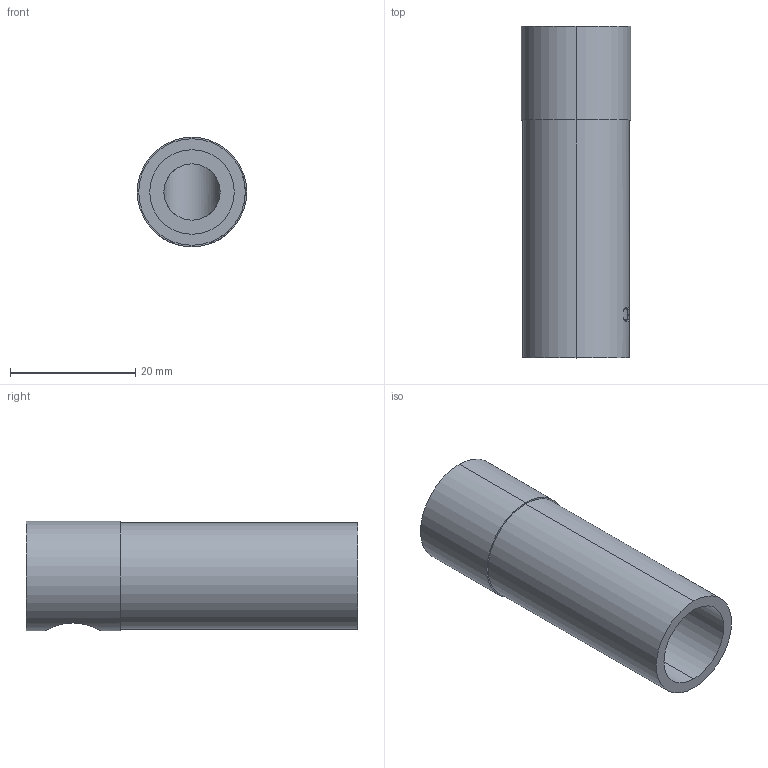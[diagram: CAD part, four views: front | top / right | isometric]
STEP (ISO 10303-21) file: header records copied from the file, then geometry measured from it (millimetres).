
FILE_DESCRIPTION (( 'STEP AP203' ), '1' );
FILE_NAME ('c7b6.STEP', '2022-09-12T23:52:16', ( '' ), ( '' ), 'SwSTEP 2.0', 'SolidWorks 2019', '' );
FILE_SCHEMA (( 'CONFIG_CONTROL_DESIGN' ));
Length unit declared in the file: millimetre
Products named in the file (1): c7b6
Bounding box: 17.5 x 53 x 17.5 mm (x, y, z)
Volume: 8004.1 mm3; surface area: 4880.9 mm2
Topology: 1 solids, 1 shells, 97 faces, 255 edges, 170 vertices
Faces by surface type: bspline 42, plane 36, cylinder 19
Entity records: 6691 total; most frequent: CARTESIAN_POINT 4568, ORIENTED_EDGE 510, DIRECTION 277, EDGE_CURVE 255, VERTEX_POINT 170, B_SPLINE_CURVE_WITH_KNOTS 140, AXIS2_PLACEMENT_3D 110, EDGE_LOOP 109
